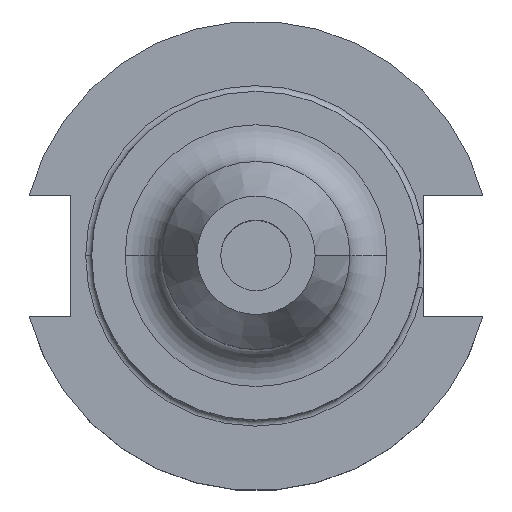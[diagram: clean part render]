
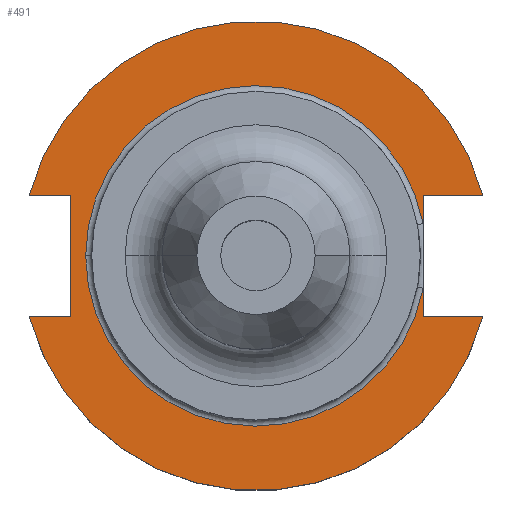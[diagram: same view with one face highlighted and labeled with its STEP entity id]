
A CAD part, top view. The second image highlights one B-rep face of the part: STEP entity #491.
In plain terms, the highlighted planar face has unit normal (0, 0, 1).
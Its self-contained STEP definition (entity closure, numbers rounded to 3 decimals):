
#7 = VERTEX_POINT ( 'NONE', #1352 ) ;
#19 = EDGE_LOOP ( 'NONE', ( #1316, #937, #1497, #188, #1216, #1637, #966, #1599, #481, #871, #147 ) ) ;
#38 = DIRECTION ( 'NONE',  ( 1., 0., 0. ) ) ;
#41 = LINE ( 'NONE', #412, #96 ) ;
#94 = EDGE_CURVE ( 'NONE', #1664, #1129, #990, .T. ) ;
#96 = VECTOR ( 'NONE', #1224, 1000. ) ;
#147 = ORIENTED_EDGE ( 'NONE', *, *, #1178, .F. ) ;
#148 = EDGE_CURVE ( 'NONE', #490, #198, #1303, .T. ) ;
#188 = ORIENTED_EDGE ( 'NONE', *, *, #366, .T. ) ;
#198 = VERTEX_POINT ( 'NONE', #1439 ) ;
#224 = CARTESIAN_POINT ( 'NONE',  ( 30.675, -8.191, 19.05 ) ) ;
#268 = EDGE_CURVE ( 'NONE', #198, #271, #1120, .T. ) ;
#271 = VERTEX_POINT ( 'NONE', #1444 ) ;
#286 = EDGE_CURVE ( 'NONE', #1328, #1664, #41, .T. ) ;
#293 = CARTESIAN_POINT ( 'NONE',  ( -30.675, 8.191, 19.05 ) ) ;
#303 = CARTESIAN_POINT ( 'NONE',  ( -25.091, 8.191, 19.05 ) ) ;
#310 = VECTOR ( 'NONE', #1241, 1000. ) ;
#364 = CARTESIAN_POINT ( 'NONE',  ( -25.091, -8.191, 19.05 ) ) ;
#366 = EDGE_CURVE ( 'NONE', #7, #422, #1309, .T. ) ;
#388 = CARTESIAN_POINT ( 'NONE',  ( 0., 0., 19.05 ) ) ;
#412 = CARTESIAN_POINT ( 'NONE',  ( -61.091, 8.191, 19.05 ) ) ;
#422 = VERTEX_POINT ( 'NONE', #1266 ) ;
#456 = VECTOR ( 'NONE', #1275, 1000. ) ;
#458 = CIRCLE ( 'NONE', #1749, 31.75 ) ;
#461 = DIRECTION ( 'NONE',  ( 0., 1., 0. ) ) ;
#479 = LINE ( 'NONE', #764, #833 ) ;
#481 = ORIENTED_EDGE ( 'NONE', *, *, #644, .F. ) ;
#490 = VERTEX_POINT ( 'NONE', #1258 ) ;
#491 = ADVANCED_FACE ( 'NONE', ( #792 ), #763, .F. ) ;
#494 = CARTESIAN_POINT ( 'NONE',  ( 0., 0., 19.05 ) ) ;
#525 = DIRECTION ( 'NONE',  ( 1., 0., 0. ) ) ;
#599 = VECTOR ( 'NONE', #1363, 1000. ) ;
#600 = CARTESIAN_POINT ( 'NONE',  ( 0., 0., 19.05 ) ) ;
#633 = DIRECTION ( 'NONE',  ( 1., 0., 0. ) ) ;
#644 = EDGE_CURVE ( 'NONE', #1169, #1129, #1688, .T. ) ;
#690 = DIRECTION ( 'NONE',  ( 0., 0., -1. ) ) ;
#693 = DIRECTION ( 'NONE',  ( 0., 0., -1. ) ) ;
#743 = DIRECTION ( 'NONE',  ( -1., 0., 0. ) ) ;
#763 = PLANE ( 'NONE',  #899 ) ;
#764 = CARTESIAN_POINT ( 'NONE',  ( 0., -8.191, 19.05 ) ) ;
#792 = FACE_OUTER_BOUND ( 'NONE', #19, .T. ) ;
#833 = VECTOR ( 'NONE', #1154, 1000. ) ;
#851 = CARTESIAN_POINT ( 'NONE',  ( -61.091, -8.191, 19.05 ) ) ;
#871 = ORIENTED_EDGE ( 'NONE', *, *, #1657, .T. ) ;
#881 = CARTESIAN_POINT ( 'NONE',  ( 0., 8.191, 19.05 ) ) ;
#899 = AXIS2_PLACEMENT_3D ( 'NONE', #1184, #693, #1630 ) ;
#937 = ORIENTED_EDGE ( 'NONE', *, *, #268, .T. ) ;
#966 = ORIENTED_EDGE ( 'NONE', *, *, #286, .T. ) ;
#990 = LINE ( 'NONE', #303, #310 ) ;
#999 = EDGE_CURVE ( 'NONE', #1632, #422, #1524, .T. ) ;
#1120 = CIRCLE ( 'NONE', #1360, 23.025 ) ;
#1129 = VERTEX_POINT ( 'NONE', #364 ) ;
#1154 = DIRECTION ( 'NONE',  ( 1., 0., 0. ) ) ;
#1169 = VERTEX_POINT ( 'NONE', #1283 ) ;
#1178 = EDGE_CURVE ( 'NONE', #490, #1249, #479, .T. ) ;
#1184 = CARTESIAN_POINT ( 'NONE',  ( 0., 22.225, 19.05 ) ) ;
#1216 = ORIENTED_EDGE ( 'NONE', *, *, #999, .F. ) ;
#1219 = EDGE_CURVE ( 'NONE', #1632, #1328, #1727, .T. ) ;
#1224 = DIRECTION ( 'NONE',  ( 1., 0., 0. ) ) ;
#1241 = DIRECTION ( 'NONE',  ( 0., -1., 0. ) ) ;
#1249 = VERTEX_POINT ( 'NONE', #224 ) ;
#1258 = CARTESIAN_POINT ( 'NONE',  ( 22.606, -8.191, 19.05 ) ) ;
#1264 = CARTESIAN_POINT ( 'NONE',  ( 22.606, 22.225, 19.05 ) ) ;
#1266 = CARTESIAN_POINT ( 'NONE',  ( 22.606, 8.191, 19.05 ) ) ;
#1275 = DIRECTION ( 'NONE',  ( -1., 0., 0. ) ) ;
#1283 = CARTESIAN_POINT ( 'NONE',  ( -30.675, -8.191, 19.05 ) ) ;
#1303 = LINE ( 'NONE', #1264, #1608 ) ;
#1309 = LINE ( 'NONE', #1640, #599 ) ;
#1316 = ORIENTED_EDGE ( 'NONE', *, *, #148, .T. ) ;
#1319 = DIRECTION ( 'NONE',  ( 0., 0., 1. ) ) ;
#1328 = VERTEX_POINT ( 'NONE', #293 ) ;
#1337 = AXIS2_PLACEMENT_3D ( 'NONE', #494, #1426, #633 ) ;
#1352 = CARTESIAN_POINT ( 'NONE',  ( 22.606, 4.373, 19.05 ) ) ;
#1354 = DIRECTION ( 'NONE',  ( -1., 0., 0. ) ) ;
#1360 = AXIS2_PLACEMENT_3D ( 'NONE', #1626, #690, #1354 ) ;
#1363 = DIRECTION ( 'NONE',  ( 0., 1., 0. ) ) ;
#1426 = DIRECTION ( 'NONE',  ( 0., 0., 1. ) ) ;
#1434 = CARTESIAN_POINT ( 'NONE',  ( 30.675, 8.191, 19.05 ) ) ;
#1439 = CARTESIAN_POINT ( 'NONE',  ( 22.606, -4.373, 19.05 ) ) ;
#1444 = CARTESIAN_POINT ( 'NONE',  ( -23.025, 0., 19.05 ) ) ;
#1456 = EDGE_CURVE ( 'NONE', #271, #7, #1516, .T. ) ;
#1497 = ORIENTED_EDGE ( 'NONE', *, *, #1456, .T. ) ;
#1516 = CIRCLE ( 'NONE', #1518, 23.025 ) ;
#1518 = AXIS2_PLACEMENT_3D ( 'NONE', #600, #1538, #743 ) ;
#1524 = LINE ( 'NONE', #881, #456 ) ;
#1538 = DIRECTION ( 'NONE',  ( 0., 0., -1. ) ) ;
#1599 = ORIENTED_EDGE ( 'NONE', *, *, #94, .T. ) ;
#1608 = VECTOR ( 'NONE', #461, 1000. ) ;
#1626 = CARTESIAN_POINT ( 'NONE',  ( 0., 0., 19.05 ) ) ;
#1630 = DIRECTION ( 'NONE',  ( -1., 0., 0. ) ) ;
#1632 = VERTEX_POINT ( 'NONE', #1434 ) ;
#1637 = ORIENTED_EDGE ( 'NONE', *, *, #1219, .T. ) ;
#1640 = CARTESIAN_POINT ( 'NONE',  ( 22.606, 22.225, 19.05 ) ) ;
#1644 = VECTOR ( 'NONE', #38, 1000. ) ;
#1657 = EDGE_CURVE ( 'NONE', #1169, #1249, #458, .T. ) ;
#1664 = VERTEX_POINT ( 'NONE', #1722 ) ;
#1688 = LINE ( 'NONE', #851, #1644 ) ;
#1722 = CARTESIAN_POINT ( 'NONE',  ( -25.091, 8.191, 19.05 ) ) ;
#1727 = CIRCLE ( 'NONE', #1337, 31.75 ) ;
#1749 = AXIS2_PLACEMENT_3D ( 'NONE', #388, #1319, #525 ) ;
